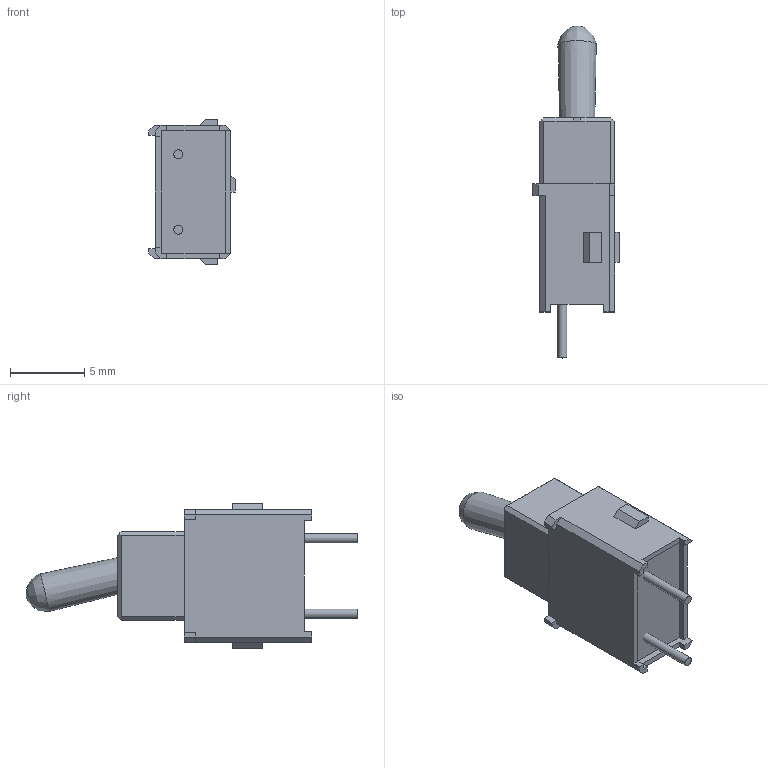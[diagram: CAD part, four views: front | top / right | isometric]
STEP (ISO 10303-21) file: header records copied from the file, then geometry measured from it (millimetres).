
FILE_DESCRIPTION( ( 'STEP AP214' ), '1' );
FILE_NAME( 'A11JP.stp', '2020-04-20T21:55:07', ( 'License CC BY-ND 4.0' ), ( 'CADENAS' ), ' ', 'PARTsolutions', ' ' );
FILE_SCHEMA( ( 'AUTOMOTIVE_DESIGN { 1 0 10303 214 1 1 1 1 }' ) );
Length unit declared in the file: inch
Products named in the file (4): A11JP; _A1-toggle-body; _A11P-toggle-terminals; _AJ-toggle-toggle
Assembly tree (3 placements, depth 2):
  A11JP
    _A1-toggle-body
    _A11P-toggle-terminals
    _AJ-toggle-toggle
Bounding box: 5.84 x 22.36 x 9.8 mm (x, y, z)
Volume: 522.4 mm3; surface area: 558.5 mm2
Topology: 3 solids, 3 shells, 90 faces, 231 edges, 152 vertices
Faces by surface type: plane 84, cylinder 3, cone 2, bspline 1
Full cylindrical faces by diameter (mm): 0.61 x2, 3.556 x1
Entity records: 3448 total; most frequent: CARTESIAN_POINT 496, ORIENTED_EDGE 446, DIRECTION 417, EDGE_CURVE 223, LINE 215, VECTOR 215, VERTEX_POINT 152, AXIS2_PLACEMENT_3D 101
